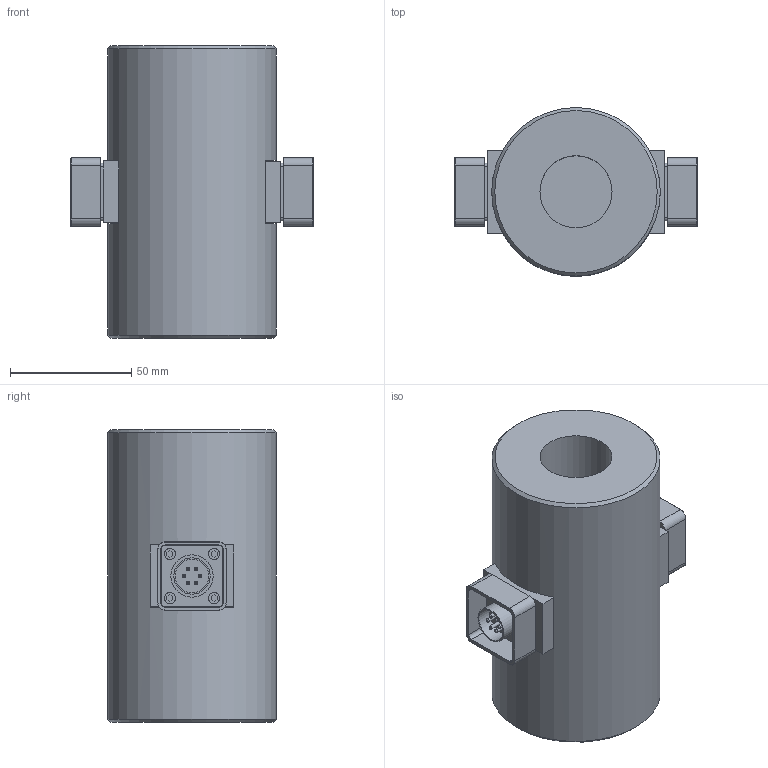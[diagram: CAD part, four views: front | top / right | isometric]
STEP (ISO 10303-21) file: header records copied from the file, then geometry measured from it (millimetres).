
FILE_DESCRIPTION((''),'2;1');
FILE_NAME('LSB600 1 1-4 Thread Bendix Dual Bridge.stp','2010-12-09T16:00:05',('thomasl'),(''),'Autodesk Inventor 2008','Autodesk Inventor 2008','');
FILE_SCHEMA(('AUTOMOTIVE_DESIGN { 1 0 10303 214 1 1 1 1 }'));
Length unit declared in the file: inch
Products named in the file (2): LSB600 1 1-4 Thread Bendix Dual Bridge; $F1334-C
Assembly tree (1 placements, depth 2):
  LSB600 1 1-4 Thread Bendix Dual Bridge
    $F1334-C
Bounding box: 100.08 x 69.6 x 120.65 mm (x, y, z)
Volume: 423777.9 mm3; surface area: 55705.2 mm2
Topology: 1 solids, 19 shells, 337 faces, 745 edges, 476 vertices
Faces by surface type: plane 192, cylinder 95, cone 30, bspline 20
Full cylindrical faces by diameter (mm): 1.27 x2, 1.524 x12, 2.261 x8, 2.845 x8, 3.175 x8, 3.302 x8, 4.648 x8, 4.775 x2, 13.97 x2, 14.554 x2, 14.986 x2, 15.875 x2, 17.475 x2, 25.654 x2, 29.766 x2, 69.596 x1
Entity records: 9253 total; most frequent: CARTESIAN_POINT 2285, DIRECTION 1477, ORIENTED_EDGE 1204, EDGE_CURVE 602, AXIS2_PLACEMENT_3D 563, EDGE_LOOP 496, VERTEX_POINT 435, VECTOR 351
